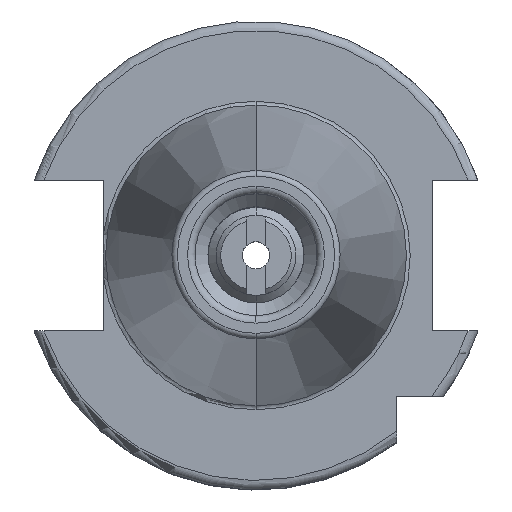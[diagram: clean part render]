
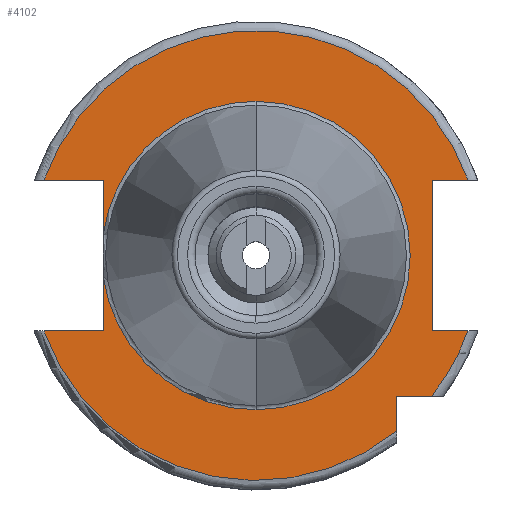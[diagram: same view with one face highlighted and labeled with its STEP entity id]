
A CAD part, top view. The second image highlights one B-rep face of the part: STEP entity #4102.
In plain terms, the highlighted planar face has unit normal (0, 0, 1).
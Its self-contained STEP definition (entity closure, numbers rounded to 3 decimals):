
#565=CARTESIAN_POINT('',(0,0,15.9));
#566=DIRECTION('',(0,0,1));
#567=DIRECTION('',(0.942,0.335,0));
#568=AXIS2_PLACEMENT_3D('',#565,#566,#567);
#616=CARTESIAN_POINT('',(0,0,15.9));
#617=DIRECTION('',(0,0,1));
#618=DIRECTION('',(-0.942,-0.335,0));
#619=AXIS2_PLACEMENT_3D('',#616,#617,#618);
#632=DIRECTION('',(1,0,0));
#633=VECTOR('',#632,6.31);
#634=CARTESIAN_POINT('',(-22.61,-8.05,15.9));
#635=LINE('',#634,#633);
#636=DIRECTION('',(0,1,0));
#637=VECTOR('',#636,5.834);
#638=CARTESIAN_POINT('',(-16.3,-8.05,15.9));
#639=LINE('',#638,#637);
#640=DIRECTION('',(0,1,0));
#641=VECTOR('',#640,5.834);
#642=CARTESIAN_POINT('',(-16.3,2.216,15.9));
#643=LINE('',#642,#641);
#644=DIRECTION('',(1,0,0));
#645=VECTOR('',#644,6.31);
#646=CARTESIAN_POINT('',(-22.61,8.05,15.9));
#647=LINE('',#646,#645);
#648=DIRECTION('',(-1,0,0));
#649=VECTOR('',#648,3.81);
#650=CARTESIAN_POINT('',(22.61,8.05,15.9));
#651=LINE('',#650,#649);
#652=DIRECTION('',(0,-1,0));
#653=VECTOR('',#652,16.1);
#654=CARTESIAN_POINT('',(18.8,8.05,15.9));
#655=LINE('',#654,#653);
#656=DIRECTION('',(-1,0,0));
#657=VECTOR('',#656,3.81);
#658=CARTESIAN_POINT('',(22.61,-8.05,15.9));
#659=LINE('',#658,#657);
#660=CARTESIAN_POINT('',(0,0,15.9));
#661=DIRECTION('',(0,0,1));
#662=DIRECTION('',(0.781,-0.625,0));
#663=AXIS2_PLACEMENT_3D('',#660,#661,#662);
#665=DIRECTION('',(-1,0,0));
#666=VECTOR('',#665,3.735);
#667=CARTESIAN_POINT('',(18.735,-15,15.9));
#668=LINE('',#667,#666);
#669=DIRECTION('',(0,1,0));
#670=VECTOR('',#669,3.735);
#671=CARTESIAN_POINT('',(15,-18.735,15.9));
#672=LINE('',#671,#670);
#684=CARTESIAN_POINT('',(0,0,15.9));
#685=DIRECTION('',(0,0,1));
#686=DIRECTION('',(0,1,0));
#687=AXIS2_PLACEMENT_3D('',#684,#685,#686);
#699=CARTESIAN_POINT('',(0,0,15.9));
#700=DIRECTION('',(0,0,1));
#701=DIRECTION('',(-0.991,-0.135,0));
#702=AXIS2_PLACEMENT_3D('',#699,#700,#701);
#704=CARTESIAN_POINT('',(0,0,15.9));
#705=DIRECTION('',(0,0,-1));
#706=DIRECTION('',(0,1,0));
#707=AXIS2_PLACEMENT_3D('',#704,#705,#706);
#2896=CARTESIAN_POINT('',(0,16.45,15.9));
#2898=VERTEX_POINT('',#2896);
#2918=CARTESIAN_POINT('',(0,-16.45,15.9));
#2920=VERTEX_POINT('',#2918);
#3030=CARTESIAN_POINT('',(-22.61,-8.05,15.9));
#3031=CARTESIAN_POINT('',(-16.3,-8.05,15.9));
#3032=VERTEX_POINT('',#3030);
#3033=VERTEX_POINT('',#3031);
#3034=CARTESIAN_POINT('',(-16.3,-2.216,15.9));
#3035=VERTEX_POINT('',#3034);
#3036=CARTESIAN_POINT('',(-16.3,2.216,15.9));
#3037=CARTESIAN_POINT('',(-16.3,8.05,15.9));
#3038=VERTEX_POINT('',#3036);
#3039=VERTEX_POINT('',#3037);
#3040=CARTESIAN_POINT('',(-22.61,8.05,15.9));
#3041=VERTEX_POINT('',#3040);
#3042=CARTESIAN_POINT('',(18.8,8.05,15.9));
#3043=CARTESIAN_POINT('',(18.8,-8.05,15.9));
#3044=VERTEX_POINT('',#3042);
#3045=VERTEX_POINT('',#3043);
#3046=CARTESIAN_POINT('',(22.61,-8.05,15.9));
#3047=VERTEX_POINT('',#3046);
#3048=CARTESIAN_POINT('',(22.61,8.05,15.9));
#3049=VERTEX_POINT('',#3048);
#3050=CARTESIAN_POINT('',(15,-18.735,15.9));
#3051=CARTESIAN_POINT('',(15,-15,15.9));
#3052=VERTEX_POINT('',#3050);
#3053=VERTEX_POINT('',#3051);
#3054=CARTESIAN_POINT('',(18.735,-15,15.9));
#3055=VERTEX_POINT('',#3054);
#4075=CARTESIAN_POINT('',(0,0,15.9));
#4076=DIRECTION('',(0,0,-1));
#4077=DIRECTION('',(0,-1,0));
#4078=AXIS2_PLACEMENT_3D('',#4075,#4076,#4077);
#4079=PLANE('',#4078);
#4080=ORIENTED_EDGE('',*,*,#3630,.T.);
#4081=ORIENTED_EDGE('',*,*,#3664,.T.);
#4083=ORIENTED_EDGE('',*,*,#4082,.T.);
#4085=ORIENTED_EDGE('',*,*,#4084,.F.);
#4087=ORIENTED_EDGE('',*,*,#4086,.T.);
#4088=ORIENTED_EDGE('',*,*,#3660,.T.);
#4089=ORIENTED_EDGE('',*,*,#3693,.F.);
#4090=ORIENTED_EDGE('',*,*,#4053,.F.);
#4092=ORIENTED_EDGE('',*,*,#4091,.T.);
#4094=ORIENTED_EDGE('',*,*,#4093,.T.);
#4095=ORIENTED_EDGE('',*,*,#3580,.F.);
#4096=ORIENTED_EDGE('',*,*,#4043,.F.);
#4097=ORIENTED_EDGE('',*,*,#3746,.T.);
#4098=ORIENTED_EDGE('',*,*,#3789,.F.);
#4099=ORIENTED_EDGE('',*,*,#4069,.F.);
#4100=EDGE_LOOP('',(#4080,#4081,#4083,#4085,#4087,#4088,#4089,#4090,#4092,#4094,
#4095,#4096,#4097,#4098,#4099));
#4101=FACE_OUTER_BOUND('',#4100,.F.);
#4102=ADVANCED_FACE('',(#4101),#4079,.F.);
#569=CIRCLE('',#568,24);
#620=CIRCLE('',#619,24);
#664=CIRCLE('',#663,24);
#688=CIRCLE('',#687,16.45);
#703=CIRCLE('',#702,16.45);
#708=CIRCLE('',#707,16.45);
#3580=EDGE_CURVE('',#3047,#3045,#659,.T.);
#3630=EDGE_CURVE('',#3032,#3033,#635,.T.);
#3660=EDGE_CURVE('',#3038,#3039,#643,.T.);
#3664=EDGE_CURVE('',#3033,#3035,#639,.T.);
#3693=EDGE_CURVE('',#3041,#3039,#647,.T.);
#3746=EDGE_CURVE('',#3055,#3053,#668,.T.);
#3789=EDGE_CURVE('',#3052,#3053,#672,.T.);
#4043=EDGE_CURVE('',#3055,#3047,#664,.T.);
#4053=EDGE_CURVE('',#3049,#3041,#569,.T.);
#4069=EDGE_CURVE('',#3032,#3052,#620,.T.);
#4082=EDGE_CURVE('',#3035,#2920,#703,.T.);
#4084=EDGE_CURVE('',#2898,#2920,#708,.T.);
#4086=EDGE_CURVE('',#2898,#3038,#688,.T.);
#4091=EDGE_CURVE('',#3049,#3044,#651,.T.);
#4093=EDGE_CURVE('',#3044,#3045,#655,.T.);
